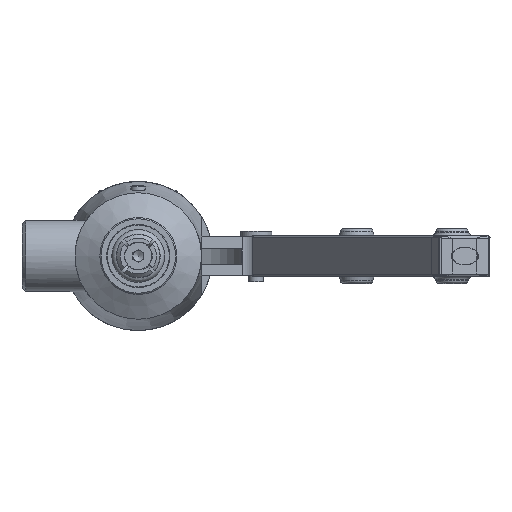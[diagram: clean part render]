
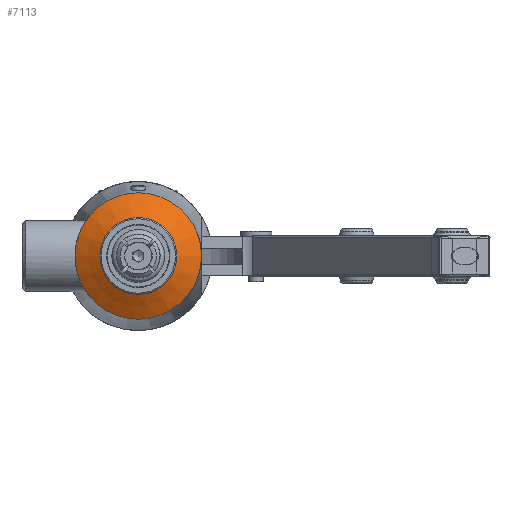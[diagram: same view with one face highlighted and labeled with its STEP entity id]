
A CAD part, left-side view. The second image highlights one B-rep face of the part: STEP entity #7113.
In plain terms, the highlighted conical face has half-angle 60 degrees and reference radius 10.827 mm.
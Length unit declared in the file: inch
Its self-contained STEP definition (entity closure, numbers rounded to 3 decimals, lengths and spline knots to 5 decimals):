
#617=FACE_OUTER_BOUND('',#1029,.T.);
#1029=EDGE_LOOP('',(#4948,#4949,#4950,#4951,#4952,#4953));
#1530=CIRCLE('',#7638,0.3225);
#1531=CIRCLE('',#7639,0.3225);
#1532=CIRCLE('',#7642,0.53);
#1533=CIRCLE('',#7643,0.53);
#1934=LINE('',#11248,#2398);
#2398=VECTOR('',#8765,0.42625);
#2939=VERTEX_POINT('',#11236);
#2940=VERTEX_POINT('',#11237);
#2941=VERTEX_POINT('',#11244);
#2942=VERTEX_POINT('',#11245);
#3701=EDGE_CURVE('',#2939,#2940,#1530,.T.);
#3702=EDGE_CURVE('',#2940,#2939,#1531,.T.);
#3705=EDGE_CURVE('',#2941,#2942,#1532,.T.);
#3706=EDGE_CURVE('',#2942,#2941,#1533,.T.);
#3707=EDGE_CURVE('',#2942,#2940,#1934,.T.);
#4948=ORIENTED_EDGE('',*,*,#3705,.F.);
#4949=ORIENTED_EDGE('',*,*,#3706,.F.);
#4950=ORIENTED_EDGE('',*,*,#3707,.T.);
#4951=ORIENTED_EDGE('',*,*,#3702,.T.);
#4952=ORIENTED_EDGE('',*,*,#3701,.T.);
#4953=ORIENTED_EDGE('',*,*,#3707,.F.);
#6592=CONICAL_SURFACE('',#7641,0.42625,1.047);
#7113=ADVANCED_FACE('',(#617),#6592,.T.);
#7638=AXIS2_PLACEMENT_3D('',#11238,#8751,#8752);
#7639=AXIS2_PLACEMENT_3D('',#11239,#8753,#8754);
#7641=AXIS2_PLACEMENT_3D('',#11243,#8759,#8760);
#7642=AXIS2_PLACEMENT_3D('',#11246,#8761,#8762);
#7643=AXIS2_PLACEMENT_3D('',#11247,#8763,#8764);
#8751=DIRECTION('center_axis',(1.,0.,0.));
#8752=DIRECTION('ref_axis',(0.,0.,-1.));
#8753=DIRECTION('center_axis',(1.,0.,0.));
#8754=DIRECTION('ref_axis',(0.,0.,-1.));
#8759=DIRECTION('center_axis',(1.,0.,0.));
#8760=DIRECTION('ref_axis',(0.,1.,0.));
#8761=DIRECTION('center_axis',(1.,0.,0.));
#8762=DIRECTION('ref_axis',(0.,0.,-1.));
#8763=DIRECTION('center_axis',(1.,0.,0.));
#8764=DIRECTION('ref_axis',(0.,0.,-1.));
#8765=DIRECTION('',(-0.5,0.866,0.));
#11236=CARTESIAN_POINT('',(-3.49528,0.3225,0.));
#11237=CARTESIAN_POINT('',(-3.49528,-0.3225,0.));
#11238=CARTESIAN_POINT('Origin',(-3.49528,0.,
0.));
#11239=CARTESIAN_POINT('Origin',(-3.49528,0.,
0.));
#11243=CARTESIAN_POINT('Origin',(-3.43538,0.,
0.));
#11244=CARTESIAN_POINT('',(-3.37548,0.53,0.));
#11245=CARTESIAN_POINT('',(-3.37548,-0.53,0.));
#11246=CARTESIAN_POINT('Origin',(-3.37548,0.,
0.));
#11247=CARTESIAN_POINT('Origin',(-3.37548,0.,
0.));
#11248=CARTESIAN_POINT('',(-3.43538,-0.42625,0.));
